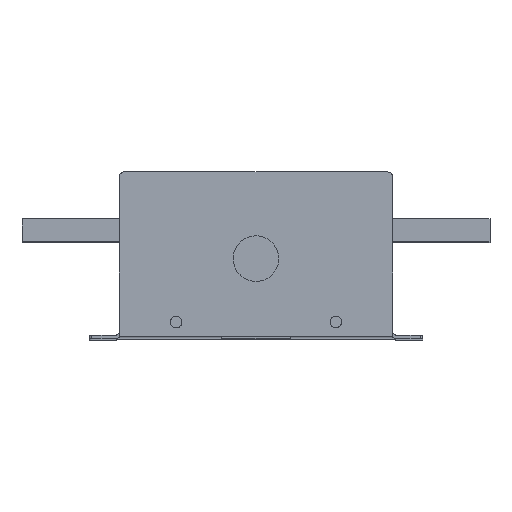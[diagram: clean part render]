
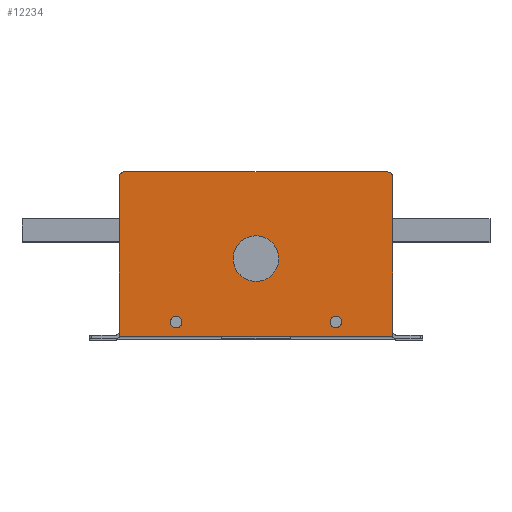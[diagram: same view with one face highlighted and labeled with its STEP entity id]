
A CAD part, top view. The second image highlights one B-rep face of the part: STEP entity #12234.
In plain terms, the highlighted free-form (B-spline) face has degree [1, 1] with [2, 2] control points.
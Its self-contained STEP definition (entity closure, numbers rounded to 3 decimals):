
#11975=CARTESIAN_POINT('V2272',(56.119,
   -67.034,763.2));
#11976=VERTEX_POINT('V2272',#11975);
#11977=CARTESIAN_POINT('E828',(56.119,
   -67.034,763.2));
#11978=CARTESIAN_POINT('E828',(56.119,
   -75.954,763.2));
#11979=CARTESIAN_POINT('E828',(63.844,
   -71.494,763.2));
#11980=CARTESIAN_POINT('E828',(71.569,
   -67.034,763.2));
#11981=CARTESIAN_POINT('E828',(63.844,
   -62.574,763.2));
#11982=CARTESIAN_POINT('E828',(56.119,
   -58.114,763.2));
#11983=CARTESIAN_POINT('E828',(56.119,
   -67.034,763.2));
#11991=(BOUNDED_CURVE()B_SPLINE_CURVE(2,(#11977,#11978,#11979,
   #11980,#11981,#11982,#11983),.CIRCULAR_ARC.,.T.,.U.)
   B_SPLINE_CURVE_WITH_KNOTS((3,2,2,3),(0.0,2.745,
   5.489,8.234),.UNSPECIFIED.)CURVE()
   GEOMETRIC_REPRESENTATION_ITEM()RATIONAL_B_SPLINE_CURVE((1.0,
   0.5,1.0,0.5,1.0,0.5,1.0)
   )REPRESENTATION_ITEM('E828'));
#11992=EDGE_CURVE('E828',#11976,#11976,#11991,.T.);
#12053=CARTESIAN_POINT('V2270',(-83.831,
   -67.034,763.2));
#12054=VERTEX_POINT('V2270',#12053);
#12055=CARTESIAN_POINT('E825',(-83.831,
   -67.034,763.2));
#12056=CARTESIAN_POINT('E825',(-83.831,
   -75.867,763.2));
#12057=CARTESIAN_POINT('E825',(-76.181,
   -71.451,763.2));
#12058=CARTESIAN_POINT('E825',(-68.531,
   -67.034,763.2));
#12059=CARTESIAN_POINT('E825',(-76.181,
   -62.617,763.2));
#12060=CARTESIAN_POINT('E825',(-83.831,
   -58.2,763.2));
#12061=CARTESIAN_POINT('E825',(-83.831,
   -67.034,763.2));
#12069=(BOUNDED_CURVE()B_SPLINE_CURVE(2,(#12055,#12056,#12057,
   #12058,#12059,#12060,#12061),.CIRCULAR_ARC.,.T.,.U.)
   B_SPLINE_CURVE_WITH_KNOTS((3,2,2,3),(0.0,2.718,
   5.436,8.154),.UNSPECIFIED.)CURVE()
   GEOMETRIC_REPRESENTATION_ITEM()RATIONAL_B_SPLINE_CURVE((1.0,
   0.5,1.0,0.5,1.0,0.5,1.0)
   )REPRESENTATION_ITEM('E825'));
#12070=EDGE_CURVE('E825',#12054,#12054,#12069,.T.);
#12131=CARTESIAN_POINT('V2268',(-28.731,
   -11.534,763.2));
#12132=VERTEX_POINT('V2268',#12131);
#12133=CARTESIAN_POINT('E822',(-28.731,
   -11.534,763.2));
#12134=CARTESIAN_POINT('E822',(-28.731,
   -46.175,763.2));
#12135=CARTESIAN_POINT('E822',(1.269,-28.854,
   763.2));
#12136=CARTESIAN_POINT('E822',(31.269,
   -11.534,763.2));
#12137=CARTESIAN_POINT('E822',(1.269,5.787,
   763.2));
#12138=CARTESIAN_POINT('E822',(-28.731,
   23.107,763.2));
#12139=CARTESIAN_POINT('E822',(-28.731,
   -11.534,763.2));
#12147=(BOUNDED_CURVE()B_SPLINE_CURVE(2,(#12133,#12134,#12135,
   #12136,#12137,#12138,#12139),.CIRCULAR_ARC.,.T.,.U.)
   B_SPLINE_CURVE_WITH_KNOTS((3,2,2,3),(0.0,6.928,
   13.856,20.785),.UNSPECIFIED.)CURVE()
   GEOMETRIC_REPRESENTATION_ITEM()RATIONAL_B_SPLINE_CURVE((1.0,
   0.5,1.0,0.5,1.0,0.5,1.0)
   )REPRESENTATION_ITEM('E822'));
#12148=EDGE_CURVE('E822',#12132,#12132,#12147,.T.);
#12160=CARTESIAN_POINT('F301',(123.269,
   71.666,763.2));
#12161=CARTESIAN_POINT('F301',(-140.731,
   71.666,763.2));
#12162=CARTESIAN_POINT('F301',(123.269,
   -86.734,763.2));
#12163=CARTESIAN_POINT('F301',(-140.731,
   -86.734,763.2));
#12164=B_SPLINE_SURFACE_WITH_KNOTS('F301',1,1,((#12160,#12162),(
   #12161,#12163)),.PLANE_SURF.,.F.,.F.,.U.,(2,2),(2,2),(0.0,
   1.667),(0.0,1.0),.UNSPECIFIED.);
#12165=CARTESIAN_POINT('V2274',(111.269,
   59.466,763.2));
#12166=VERTEX_POINT('V2274',#12165);
#12167=CARTESIAN_POINT('V2273',(106.269,
   64.466,763.2));
#12168=VERTEX_POINT('V2273',#12167);
#12169=CARTESIAN_POINT('E830',(111.269,
   59.466,763.2));
#12170=CARTESIAN_POINT('E830',(111.269,
   64.466,763.2));
#12171=CARTESIAN_POINT('E830',(106.269,
   64.466,763.2));
#12179=(BOUNDED_CURVE()B_SPLINE_CURVE(2,(#12169,#12170,#12171),
   .CIRCULAR_ARC.,.F.,.U.)CURVE()GEOMETRIC_REPRESENTATION_ITEM()
   QUASI_UNIFORM_CURVE()RATIONAL_B_SPLINE_CURVE((1.0,
   0.707,1.0))REPRESENTATION_ITEM('E830'));
#12180=EDGE_CURVE('E830',#12166,#12168,#12179,.T.);
#12181=ORIENTED_EDGE('E830',*,*,#12180,.T.);
#12182=CARTESIAN_POINT('V2275',(-123.731,
   64.466,763.2));
#12183=VERTEX_POINT('V2275',#12182);
#12184=CARTESIAN_POINT('E831',(106.269,
   64.466,763.2));
#12185=CARTESIAN_POINT('E831',(-123.731,
   64.466,763.2));
#12186=B_SPLINE_CURVE_WITH_KNOTS('E831',1,(#12184,#12185),
   .POLYLINE_FORM.,.F.,.U.,(2,2),(0.036,
   1.679),.UNSPECIFIED.);
#12187=EDGE_CURVE('E831',#12168,#12183,#12186,.T.);
#12188=ORIENTED_EDGE('E831',*,*,#12187,.T.);
#12189=CARTESIAN_POINT('V2276',(-128.731,
   59.466,763.2));
#12190=VERTEX_POINT('V2276',#12189);
#12191=CARTESIAN_POINT('E832',(-123.731,
   64.466,763.2));
#12192=CARTESIAN_POINT('E832',(-128.731,
   64.466,763.2));
#12193=CARTESIAN_POINT('E832',(-128.731,
   59.466,763.2));
#12201=(BOUNDED_CURVE()B_SPLINE_CURVE(2,(#12191,#12192,#12193),
   .CIRCULAR_ARC.,.F.,.U.)CURVE()GEOMETRIC_REPRESENTATION_ITEM()
   QUASI_UNIFORM_CURVE()RATIONAL_B_SPLINE_CURVE((1.0,
   0.707,1.0))REPRESENTATION_ITEM('E832'));
#12202=EDGE_CURVE('E832',#12183,#12190,#12201,.T.);
#12203=ORIENTED_EDGE('E832',*,*,#12202,.T.);
#12204=CARTESIAN_POINT('V2277',(-128.731,
   -79.534,763.2));
#12205=VERTEX_POINT('V2277',#12204);
#12206=CARTESIAN_POINT('E833',(-128.731,
   59.466,763.2));
#12207=CARTESIAN_POINT('E833',(-128.731,
   -79.534,763.2));
#12208=B_SPLINE_CURVE_WITH_KNOTS('E833',1,(#12206,#12207),
   .POLYLINE_FORM.,.F.,.U.,(2,2),(0.0,0.965),
   .UNSPECIFIED.);
#12209=EDGE_CURVE('E833',#12190,#12205,#12208,.T.);
#12210=ORIENTED_EDGE('E833',*,*,#12209,.T.);
#12211=CARTESIAN_POINT('V2278',(111.269,
   -79.534,763.2));
#12212=VERTEX_POINT('V2278',#12211);
#12213=CARTESIAN_POINT('E834',(-128.731,
   -79.534,763.2));
#12214=CARTESIAN_POINT('E834',(111.269,
   -79.534,763.2));
#12215=B_SPLINE_CURVE_WITH_KNOTS('E834',1,(#12213,#12214),
   .POLYLINE_FORM.,.F.,.U.,(2,2),(0.0,1.714),
   .UNSPECIFIED.);
#12216=EDGE_CURVE('E834',#12205,#12212,#12215,.T.);
#12217=ORIENTED_EDGE('E834',*,*,#12216,.T.);
#12218=CARTESIAN_POINT('E835',(111.269,
   -79.534,763.2));
#12219=CARTESIAN_POINT('E835',(111.269,
   59.466,763.2));
#12220=B_SPLINE_CURVE_WITH_KNOTS('E835',1,(#12218,#12219),
   .POLYLINE_FORM.,.F.,.U.,(2,2),(0.035,1.0),
   .UNSPECIFIED.);
#12221=EDGE_CURVE('E835',#12212,#12166,#12220,.T.);
#12222=ORIENTED_EDGE('E835',*,*,#12221,.T.);
#12223=EDGE_LOOP('F301',(#12181,#12188,#12203,#12210,#12217,#12222)
   );
#12224=FACE_OUTER_BOUND('F301',#12223,.T.);
#12225=ORIENTED_EDGE('E822',*,*,#12148,.F.);
#12226=EDGE_LOOP('F301',(#12225));
#12227=FACE_BOUND('F301',#12226,.T.);
#12228=ORIENTED_EDGE('E825',*,*,#12070,.F.);
#12229=EDGE_LOOP('F301',(#12228));
#12230=FACE_BOUND('F301',#12229,.T.);
#12231=ORIENTED_EDGE('E828',*,*,#11992,.F.);
#12232=EDGE_LOOP('F301',(#12231));
#12233=FACE_BOUND('F301',#12232,.T.);
#12234=ADVANCED_FACE('F301',(#12224,#12227,#12230,#12233),#12164,.T.
   );
